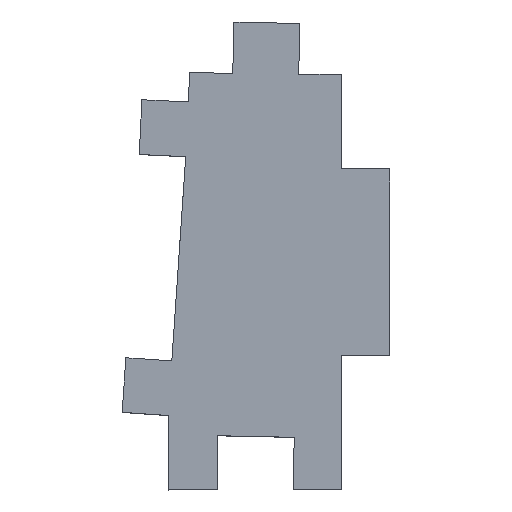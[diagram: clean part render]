
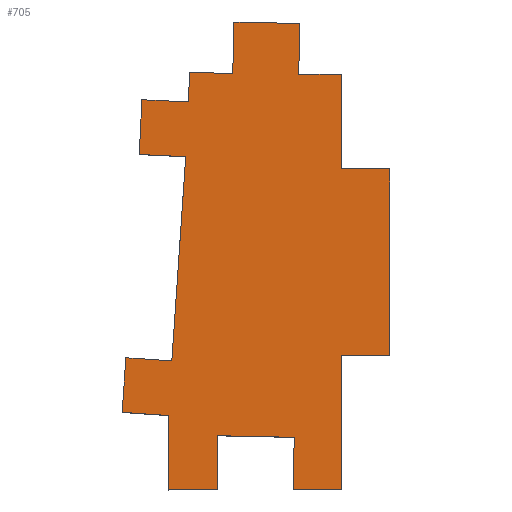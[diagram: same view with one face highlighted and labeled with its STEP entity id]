
A CAD part, top view. The second image highlights one B-rep face of the part: STEP entity #705.
In plain terms, the highlighted planar face has unit normal (0, 0, 1).
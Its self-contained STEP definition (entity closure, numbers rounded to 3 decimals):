
#73=FACE_OUTER_BOUND('',#109,.T.);
#109=EDGE_LOOP('',(#483,#484,#485,#486,#487,#488,#489,#490,#491,#492,#493,
#494,#495,#496,#497,#498,#499,#500,#501,#502,#503,#504,#505,#506));
#149=LINE('',#1039,#209);
#153=LINE('',#1048,#213);
#155=LINE('',#1052,#215);
#157=LINE('',#1060,#217);
#158=LINE('',#1063,#218);
#160=LINE('',#1069,#220);
#161=LINE('',#1071,#221);
#162=LINE('',#1073,#222);
#163=LINE('',#1075,#223);
#164=LINE('',#1077,#224);
#165=LINE('',#1079,#225);
#166=LINE('',#1081,#226);
#167=LINE('',#1083,#227);
#168=LINE('',#1085,#228);
#169=LINE('',#1087,#229);
#170=LINE('',#1089,#230);
#171=LINE('',#1091,#231);
#172=LINE('',#1093,#232);
#173=LINE('',#1095,#233);
#174=LINE('',#1097,#234);
#175=LINE('',#1099,#235);
#176=LINE('',#1101,#236);
#177=LINE('',#1103,#237);
#178=LINE('',#1104,#238);
#209=VECTOR('',#834,10.);
#213=VECTOR('',#840,10.);
#215=VECTOR('',#846,10.);
#217=VECTOR('',#854,10.);
#218=VECTOR('',#857,10.);
#220=VECTOR('',#863,10.);
#221=VECTOR('',#864,10.);
#222=VECTOR('',#865,10.);
#223=VECTOR('',#866,10.);
#224=VECTOR('',#867,10.);
#225=VECTOR('',#868,10.);
#226=VECTOR('',#869,10.);
#227=VECTOR('',#870,10.);
#228=VECTOR('',#871,10.);
#229=VECTOR('',#872,10.);
#230=VECTOR('',#873,10.);
#231=VECTOR('',#874,10.);
#232=VECTOR('',#875,10.);
#233=VECTOR('',#876,10.);
#234=VECTOR('',#877,10.);
#235=VECTOR('',#878,10.);
#236=VECTOR('',#879,10.);
#237=VECTOR('',#880,10.);
#238=VECTOR('',#881,10.);
#286=VERTEX_POINT('',#1036);
#287=VERTEX_POINT('',#1038);
#290=VERTEX_POINT('',#1045);
#291=VERTEX_POINT('',#1047);
#294=VERTEX_POINT('',#1058);
#295=VERTEX_POINT('',#1062);
#297=VERTEX_POINT('',#1068);
#298=VERTEX_POINT('',#1070);
#299=VERTEX_POINT('',#1072);
#300=VERTEX_POINT('',#1074);
#301=VERTEX_POINT('',#1076);
#302=VERTEX_POINT('',#1078);
#303=VERTEX_POINT('',#1080);
#304=VERTEX_POINT('',#1082);
#305=VERTEX_POINT('',#1084);
#306=VERTEX_POINT('',#1086);
#307=VERTEX_POINT('',#1088);
#308=VERTEX_POINT('',#1090);
#309=VERTEX_POINT('',#1092);
#310=VERTEX_POINT('',#1094);
#311=VERTEX_POINT('',#1096);
#312=VERTEX_POINT('',#1098);
#313=VERTEX_POINT('',#1100);
#314=VERTEX_POINT('',#1102);
#358=EDGE_CURVE('',#287,#286,#149,.T.);
#362=EDGE_CURVE('',#291,#290,#153,.T.);
#365=EDGE_CURVE('',#286,#291,#155,.T.);
#369=EDGE_CURVE('',#290,#294,#157,.T.);
#370=EDGE_CURVE('',#295,#287,#158,.T.);
#373=EDGE_CURVE('',#294,#297,#160,.T.);
#374=EDGE_CURVE('',#297,#298,#161,.T.);
#375=EDGE_CURVE('',#298,#299,#162,.T.);
#376=EDGE_CURVE('',#299,#300,#163,.T.);
#377=EDGE_CURVE('',#300,#301,#164,.T.);
#378=EDGE_CURVE('',#301,#302,#165,.T.);
#379=EDGE_CURVE('',#302,#303,#166,.T.);
#380=EDGE_CURVE('',#303,#304,#167,.T.);
#381=EDGE_CURVE('',#304,#305,#168,.T.);
#382=EDGE_CURVE('',#305,#306,#169,.T.);
#383=EDGE_CURVE('',#306,#307,#170,.T.);
#384=EDGE_CURVE('',#307,#308,#171,.T.);
#385=EDGE_CURVE('',#308,#309,#172,.T.);
#386=EDGE_CURVE('',#309,#310,#173,.T.);
#387=EDGE_CURVE('',#310,#311,#174,.T.);
#388=EDGE_CURVE('',#311,#312,#175,.T.);
#389=EDGE_CURVE('',#312,#313,#176,.T.);
#390=EDGE_CURVE('',#313,#314,#177,.T.);
#391=EDGE_CURVE('',#314,#295,#178,.T.);
#483=ORIENTED_EDGE('',*,*,#358,.T.);
#484=ORIENTED_EDGE('',*,*,#365,.T.);
#485=ORIENTED_EDGE('',*,*,#362,.T.);
#486=ORIENTED_EDGE('',*,*,#369,.T.);
#487=ORIENTED_EDGE('',*,*,#373,.T.);
#488=ORIENTED_EDGE('',*,*,#374,.T.);
#489=ORIENTED_EDGE('',*,*,#375,.T.);
#490=ORIENTED_EDGE('',*,*,#376,.T.);
#491=ORIENTED_EDGE('',*,*,#377,.T.);
#492=ORIENTED_EDGE('',*,*,#378,.T.);
#493=ORIENTED_EDGE('',*,*,#379,.T.);
#494=ORIENTED_EDGE('',*,*,#380,.T.);
#495=ORIENTED_EDGE('',*,*,#381,.T.);
#496=ORIENTED_EDGE('',*,*,#382,.T.);
#497=ORIENTED_EDGE('',*,*,#383,.T.);
#498=ORIENTED_EDGE('',*,*,#384,.T.);
#499=ORIENTED_EDGE('',*,*,#385,.T.);
#500=ORIENTED_EDGE('',*,*,#386,.T.);
#501=ORIENTED_EDGE('',*,*,#387,.T.);
#502=ORIENTED_EDGE('',*,*,#388,.T.);
#503=ORIENTED_EDGE('',*,*,#389,.T.);
#504=ORIENTED_EDGE('',*,*,#390,.T.);
#505=ORIENTED_EDGE('',*,*,#391,.T.);
#506=ORIENTED_EDGE('',*,*,#370,.T.);
#679=PLANE('',#766);
#705=ADVANCED_FACE('',(#73),#679,.T.);
#766=AXIS2_PLACEMENT_3D('',#1067,#861,#862);
#834=DIRECTION('',(0.,1.,0.));
#840=DIRECTION('',(-0.019,-1.,0.));
#846=DIRECTION('',(1.,-0.021,0.));
#854=DIRECTION('',(1.,0.,0.));
#857=DIRECTION('',(1.,0.,0.));
#861=DIRECTION('center_axis',(0.,0.,1.));
#862=DIRECTION('ref_axis',(1.,0.,0.));
#863=DIRECTION('',(0.,1.,0.));
#864=DIRECTION('',(1.,0.,0.));
#865=DIRECTION('',(0.,1.,0.));
#866=DIRECTION('',(-1.,0.,0.));
#867=DIRECTION('',(0.,1.,0.));
#868=DIRECTION('',(-1.,0.014,0.));
#869=DIRECTION('',(0.023,1.,0.));
#870=DIRECTION('',(-1.,0.023,0.));
#871=DIRECTION('',(-0.023,-1.,0.));
#872=DIRECTION('',(-1.,0.014,0.));
#873=DIRECTION('',(-0.047,-0.999,0.));
#874=DIRECTION('',(-0.999,0.047,0.));
#875=DIRECTION('',(-0.047,-0.999,0.));
#876=DIRECTION('',(0.999,-0.047,0.));
#877=DIRECTION('',(-0.068,-0.998,0.));
#878=DIRECTION('',(-0.998,0.068,0.));
#879=DIRECTION('',(-0.068,-0.998,0.));
#880=DIRECTION('',(0.998,-0.068,0.));
#881=DIRECTION('',(0.,-1.,0.));
#1036=CARTESIAN_POINT('',(-4.926,-19.343,3.12));
#1038=CARTESIAN_POINT('',(-4.926,-25.168,3.12));
#1039=CARTESIAN_POINT('',(-4.926,-12.591,3.12));
#1045=CARTESIAN_POINT('',(3.256,-25.168,3.12));
#1047=CARTESIAN_POINT('',(3.363,-19.514,3.12));
#1048=CARTESIAN_POINT('',(3.545,-9.807,3.12));
#1052=CARTESIAN_POINT('',(-3.036,-19.382,3.12));
#1058=CARTESIAN_POINT('',(8.432,-25.168,3.12));
#1060=CARTESIAN_POINT('',(-10.195,-25.168,3.12));
#1062=CARTESIAN_POINT('',(-10.195,-25.168,3.12));
#1063=CARTESIAN_POINT('',(-10.195,-25.168,3.12));
#1067=CARTESIAN_POINT('Origin',(-0.745,-0.015,
3.12));
#1068=CARTESIAN_POINT('',(8.432,-10.691,3.12));
#1069=CARTESIAN_POINT('',(8.432,-25.168,3.12));
#1070=CARTESIAN_POINT('',(13.647,-10.691,3.12));
#1071=CARTESIAN_POINT('',(8.432,-10.691,3.12));
#1072=CARTESIAN_POINT('',(13.647,9.335,3.12));
#1073=CARTESIAN_POINT('',(13.647,-10.691,3.12));
#1074=CARTESIAN_POINT('',(8.432,9.335,3.12));
#1075=CARTESIAN_POINT('',(13.647,9.335,3.12));
#1076=CARTESIAN_POINT('',(8.432,19.463,3.12));
#1077=CARTESIAN_POINT('',(8.432,9.335,3.12));
#1078=CARTESIAN_POINT('',(3.844,19.527,3.12));
#1079=CARTESIAN_POINT('',(8.432,19.463,3.12));
#1080=CARTESIAN_POINT('',(3.971,24.972,3.12));
#1081=CARTESIAN_POINT('',(3.844,19.527,3.12));
#1082=CARTESIAN_POINT('',(-3.119,25.138,3.12));
#1083=CARTESIAN_POINT('',(3.971,24.972,3.12));
#1084=CARTESIAN_POINT('',(-3.243,19.626,3.12));
#1085=CARTESIAN_POINT('',(-3.119,25.138,3.12));
#1086=CARTESIAN_POINT('',(-7.872,19.691,3.12));
#1087=CARTESIAN_POINT('',(-3.243,19.626,3.12));
#1088=CARTESIAN_POINT('',(-8.021,16.545,3.12));
#1089=CARTESIAN_POINT('',(-7.872,19.691,3.12));
#1090=CARTESIAN_POINT('',(-13.015,16.781,3.12));
#1091=CARTESIAN_POINT('',(-8.021,16.545,3.12));
#1092=CARTESIAN_POINT('',(-13.294,10.891,3.12));
#1093=CARTESIAN_POINT('',(-13.015,16.781,3.12));
#1094=CARTESIAN_POINT('',(-8.3,10.655,3.12));
#1095=CARTESIAN_POINT('',(-13.294,10.891,3.12));
#1096=CARTESIAN_POINT('',(-9.795,-11.295,3.12));
#1097=CARTESIAN_POINT('',(-8.3,10.655,3.12));
#1098=CARTESIAN_POINT('',(-14.736,-10.958,3.12));
#1099=CARTESIAN_POINT('',(-9.795,-11.295,3.12));
#1100=CARTESIAN_POINT('',(-15.136,-16.831,3.12));
#1101=CARTESIAN_POINT('',(-14.736,-10.958,3.12));
#1102=CARTESIAN_POINT('',(-10.195,-17.168,3.12));
#1103=CARTESIAN_POINT('',(-15.136,-16.831,3.12));
#1104=CARTESIAN_POINT('',(-10.195,-17.168,3.12));
